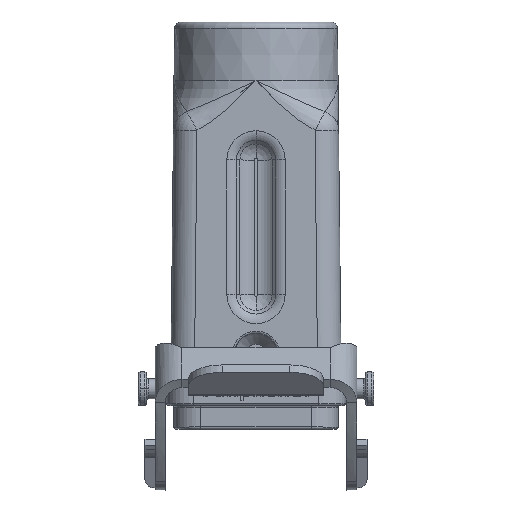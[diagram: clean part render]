
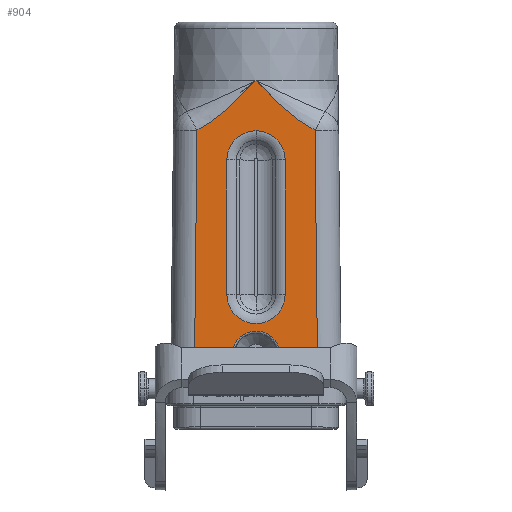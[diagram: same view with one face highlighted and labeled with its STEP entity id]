
A CAD part, top view. The second image highlights one B-rep face of the part: STEP entity #904.
In plain terms, the highlighted planar face has unit normal (0, 0.011, 1).
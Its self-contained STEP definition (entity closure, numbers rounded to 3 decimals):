
#904=ADVANCED_FACE('157',(#2852,#2853),#1339,.T.);
#1339=PLANE('',#8030);
#1564=LINE('',#11907,#2029);
#1565=LINE('',#11909,#2030);
#1566=LINE('',#11935,#2031);
#1567=LINE('',#11937,#2032);
#1568=LINE('',#11943,#2033);
#1569=LINE('',#11947,#2034);
#2029=VECTOR('',#9020,1.);
#2030=VECTOR('',#9021,1.);
#2031=VECTOR('',#9022,1.);
#2032=VECTOR('',#9023,1.);
#2033=VECTOR('',#9028,1.);
#2034=VECTOR('',#9031,1.);
#2511=CIRCLE('',#8027,4.328);
#2512=CIRCLE('',#8028,4.328);
#2513=CIRCLE('',#8029,4.328);
#2852=FACE_BOUND('',#2935,.T.);
#2853=FACE_BOUND('',#2936,.T.);
#2935=EDGE_LOOP('',(#3670,#3671,#3672,#3673,#3674,#3675,#3676));
#2936=EDGE_LOOP('',(#3677,#3678,#3679,#3680,#3681));
#3670=ORIENTED_EDGE('',*,*,#6638,.F.);
#3671=ORIENTED_EDGE('',*,*,#6639,.T.);
#3672=ORIENTED_EDGE('',*,*,#6640,.T.);
#3673=ORIENTED_EDGE('',*,*,#6641,.T.);
#3674=ORIENTED_EDGE('',*,*,#6642,.T.);
#3675=ORIENTED_EDGE('',*,*,#6643,.F.);
#3676=ORIENTED_EDGE('',*,*,#6637,.F.);
#3677=ORIENTED_EDGE('',*,*,#6644,.T.);
#3678=ORIENTED_EDGE('',*,*,#6645,.T.);
#3679=ORIENTED_EDGE('',*,*,#6646,.F.);
#3680=ORIENTED_EDGE('',*,*,#6647,.F.);
#3681=ORIENTED_EDGE('',*,*,#6648,.F.);
#5867=VERTEX_POINT('',#11584);
#5872=VERTEX_POINT('',#11754);
#5873=VERTEX_POINT('',#11908);
#5874=VERTEX_POINT('',#11910);
#5875=VERTEX_POINT('',#11922);
#5876=VERTEX_POINT('',#11934);
#5877=VERTEX_POINT('',#11936);
#5878=VERTEX_POINT('',#11939);
#5879=VERTEX_POINT('',#11940);
#5880=VERTEX_POINT('',#11942);
#5881=VERTEX_POINT('',#11944);
#5882=VERTEX_POINT('',#11946);
#6637=EDGE_CURVE('753',#5872,#5867,#7665,.T.);
#6638=EDGE_CURVE('754',#5873,#5872,#1564,.T.);
#6639=EDGE_CURVE('755',#5873,#5874,#1565,.T.);
#6640=EDGE_CURVE('756',#5874,#5875,#7666,.T.);
#6641=EDGE_CURVE('749',#5875,#5876,#7667,.T.);
#6642=EDGE_CURVE('750',#5876,#5877,#1566,.T.);
#6643=EDGE_CURVE('751',#5867,#5877,#1567,.T.);
#6644=EDGE_CURVE('743',#5878,#5879,#2511,.T.);
#6645=EDGE_CURVE('1047',#5879,#5880,#2512,.T.);
#6646=EDGE_CURVE('744',#5881,#5880,#1568,.T.);
#6647=EDGE_CURVE('1157',#5882,#5881,#2513,.T.);
#6648=EDGE_CURVE('742',#5878,#5882,#1569,.T.);
#7665=B_SPLINE_CURVE_WITH_KNOTS('',3,(#11755,#11756,#11757,#11758,#11759,
#11760,#11761,#11762,#11763,#11764,#11765,#11766,#11767,#11768,#11769,#11770,
#11771,#11772,#11773),.UNSPECIFIED.,.F.,.F.,(4,1,1,1,1,1,1,1,1,1,1,1,1,
1,1,1,4),(0.,0.063,0.125,0.188,0.25,0.313,0.375,0.438,0.5,0.563,0.625,
0.688,0.75,0.813,0.875,0.938,1.),.UNSPECIFIED.);
#7666=B_SPLINE_CURVE_WITH_KNOTS('',3,(#11911,#11912,#11913,#11914,#11915,
#11916,#11917,#11918,#11919,#11920,#11921),.UNSPECIFIED.,.F.,.F.,(4,1,1,
1,1,1,1,1,4),(0.,0.125,0.25,0.375,0.5,0.625,0.75,0.875,1.),
 .UNSPECIFIED.);
#7667=B_SPLINE_CURVE_WITH_KNOTS('',3,(#11923,#11924,#11925,#11926,#11927,
#11928,#11929,#11930,#11931,#11932,#11933),.UNSPECIFIED.,.F.,.F.,(4,1,1,
1,1,1,1,1,4),(0.,0.125,0.25,0.375,0.5,0.625,0.75,0.875,1.),
 .UNSPECIFIED.);
#8027=AXIS2_PLACEMENT_3D('',#11938,#9024,#9025);
#8028=AXIS2_PLACEMENT_3D('',#11941,#9026,#9027);
#8029=AXIS2_PLACEMENT_3D('',#11945,#9029,#9030);
#8030=AXIS2_PLACEMENT_3D('',#11948,#9032,#9033);
#9020=DIRECTION('',(-1.,0.,0.));
#9021=DIRECTION('',(-0.01,1.,-0.01));
#9022=DIRECTION('',(-0.01,-1.,0.01));
#9023=DIRECTION('',(-1.,0.,0.));
#9024=DIRECTION('',(0.,-0.01,-1.));
#9025=DIRECTION('',(-1.,0.,0.));
#9026=DIRECTION('',(0.,-0.01,-1.));
#9027=DIRECTION('',(0.,1.,-0.01));
#9028=DIRECTION('',(0.,1.,-0.01));
#9029=DIRECTION('',(0.,0.01,1.));
#9030=DIRECTION('',(-1.,0.,0.));
#9031=DIRECTION('',(0.,-1.,0.01));
#9032=DIRECTION('',(0.,0.01,1.));
#9033=DIRECTION('',(0.,-1.,0.01));
#11584=CARTESIAN_POINT('',(-2.781,8.797,12.647));
#11754=CARTESIAN_POINT('',(2.781,8.797,12.647));
#11755=CARTESIAN_POINT('',(2.781,8.797,12.647));
#11756=CARTESIAN_POINT('',(2.987,9.057,12.644));
#11757=CARTESIAN_POINT('',(3.326,9.634,12.638));
#11758=CARTESIAN_POINT('',(3.575,10.607,12.628));
#11759=CARTESIAN_POINT('',(3.545,11.611,12.617));
#11760=CARTESIAN_POINT('',(3.239,12.568,12.607));
#11761=CARTESIAN_POINT('',(2.68,13.402,12.599));
#11762=CARTESIAN_POINT('',(1.912,14.05,12.592));
#11763=CARTESIAN_POINT('',(0.995,14.46,12.588));
#11764=CARTESIAN_POINT('',(0.,14.6,12.586));
#11765=CARTESIAN_POINT('',(-0.995,14.46,12.588));
#11766=CARTESIAN_POINT('',(-1.912,14.05,12.592));
#11767=CARTESIAN_POINT('',(-2.68,13.402,12.599));
#11768=CARTESIAN_POINT('',(-3.239,12.568,12.607));
#11769=CARTESIAN_POINT('',(-3.545,11.611,12.617));
#11770=CARTESIAN_POINT('',(-3.575,10.607,12.628));
#11771=CARTESIAN_POINT('',(-3.326,9.634,12.638));
#11772=CARTESIAN_POINT('',(-2.987,9.057,12.644));
#11773=CARTESIAN_POINT('',(-2.781,8.797,12.647));
#11907=CARTESIAN_POINT('',(9.147,8.797,12.647));
#11908=CARTESIAN_POINT('',(9.147,8.797,12.647));
#11909=CARTESIAN_POINT('',(9.147,8.797,12.647));
#11910=CARTESIAN_POINT('',(8.774,44.41,12.274));
#11911=CARTESIAN_POINT('',(8.774,44.41,12.274));
#11912=CARTESIAN_POINT('',(8.49,44.561,12.272));
#11913=CARTESIAN_POINT('',(7.909,44.891,12.269));
#11914=CARTESIAN_POINT('',(7.007,45.465,12.263));
#11915=CARTESIAN_POINT('',(6.056,46.137,12.256));
#11916=CARTESIAN_POINT('',(5.036,46.93,12.248));
#11917=CARTESIAN_POINT('',(3.905,47.898,12.237));
#11918=CARTESIAN_POINT('',(2.676,49.037,12.225));
#11919=CARTESIAN_POINT('',(1.26,50.452,12.211));
#11920=CARTESIAN_POINT('',(0.416,51.317,12.202));
#11921=CARTESIAN_POINT('',(0.,51.753,12.197));
#11922=CARTESIAN_POINT('',(0.,51.753,12.197));
#11923=CARTESIAN_POINT('',(0.,51.753,12.197));
#11924=CARTESIAN_POINT('',(-0.412,51.321,12.202));
#11925=CARTESIAN_POINT('',(-1.25,50.461,12.211));
#11926=CARTESIAN_POINT('',(-2.663,49.05,12.225));
#11927=CARTESIAN_POINT('',(-3.896,47.905,12.237));
#11928=CARTESIAN_POINT('',(-5.029,46.936,12.247));
#11929=CARTESIAN_POINT('',(-6.051,46.14,12.256));
#11930=CARTESIAN_POINT('',(-7.005,45.466,12.263));
#11931=CARTESIAN_POINT('',(-7.908,44.892,12.269));
#11932=CARTESIAN_POINT('',(-8.49,44.562,12.272));
#11933=CARTESIAN_POINT('',(-8.774,44.41,12.274));
#11934=CARTESIAN_POINT('',(-8.774,44.41,12.274));
#11935=CARTESIAN_POINT('',(-8.774,44.41,12.274));
#11936=CARTESIAN_POINT('',(-9.147,8.797,12.647));
#11937=CARTESIAN_POINT('',(-2.781,8.797,12.647));
#11938=CARTESIAN_POINT('',(0.,40.003,12.32));
#11939=CARTESIAN_POINT('',(-4.328,40.003,12.32));
#11940=CARTESIAN_POINT('',(0.,44.332,12.275));
#11941=CARTESIAN_POINT('',(0.,40.003,12.32));
#11942=CARTESIAN_POINT('',(4.328,40.003,12.32));
#11943=CARTESIAN_POINT('',(4.328,20.005,12.53));
#11944=CARTESIAN_POINT('',(4.328,20.005,12.53));
#11945=CARTESIAN_POINT('',(0.,20.005,12.53));
#11946=CARTESIAN_POINT('',(-4.328,20.005,12.53));
#11947=CARTESIAN_POINT('',(-4.328,40.003,12.32));
#11948=CARTESIAN_POINT('',(12.65,8.5,12.65));
